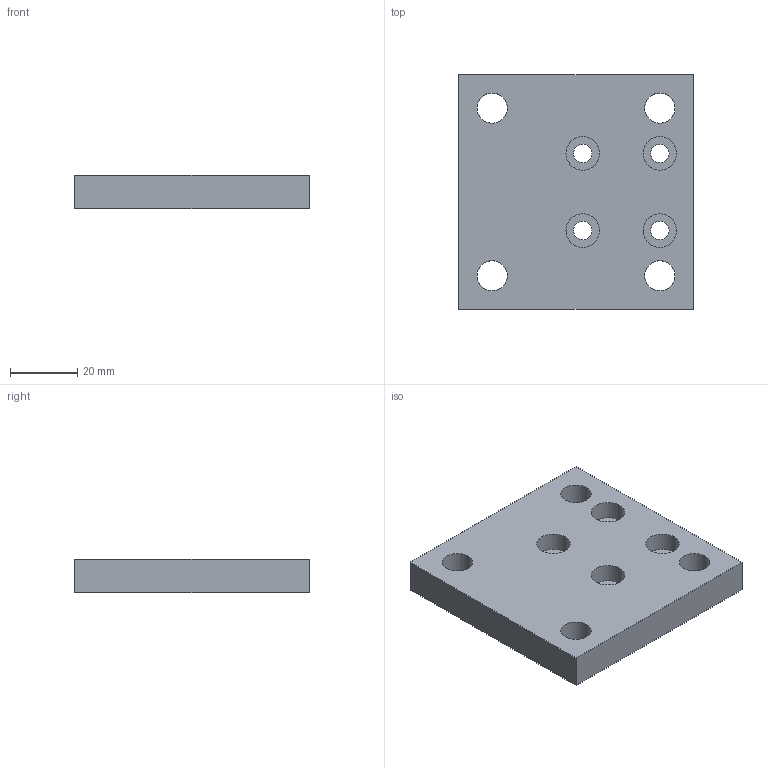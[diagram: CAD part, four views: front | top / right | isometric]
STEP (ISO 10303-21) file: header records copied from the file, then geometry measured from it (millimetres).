
FILE_DESCRIPTION(('Creo Elements/Direct Modeling STEP Export'),'2;1');
FILE_NAME('33.0230_Sockelplatte-MMS-33_70x70x10-seitlich-(P-30-30).stp','2022-03-18T13:57:57',(''),(''),'PTC Creo Elements/Direct Modeling STEP processor for AP214 (Solid Model)','PTC Creo Elements/Direct Modeling 19.0C 15-Aug-2015 (C) Parametric Technology GmbH','');
FILE_SCHEMA(('AUTOMOTIVE_DESIGN { 1 0 10303 214 1 1 1 1 }'));
Length unit declared in the file: millimetre
Products named in the file (1): Sockelplatte-MMS-33_70x70x10-seitlich-P-30-30_33.0230_PX176121
Bounding box: 70 x 70 x 10 mm (x, y, z)
Volume: 44299.8 mm3; surface area: 14034.1 mm2
Topology: 1 solids, 1 shells, 34 faces, 96 edges, 68 vertices
Faces by surface type: cylinder 24, plane 10
Entity records: 1302 total; most frequent: ORIENTED_EDGE 192, CARTESIAN_POINT 163, DIRECTION 154, EDGE_CURVE 96, VERTEX_POINT 68, AXIS2_PLACEMENT_3D 59, EDGE_LOOP 54, VECTOR 36
